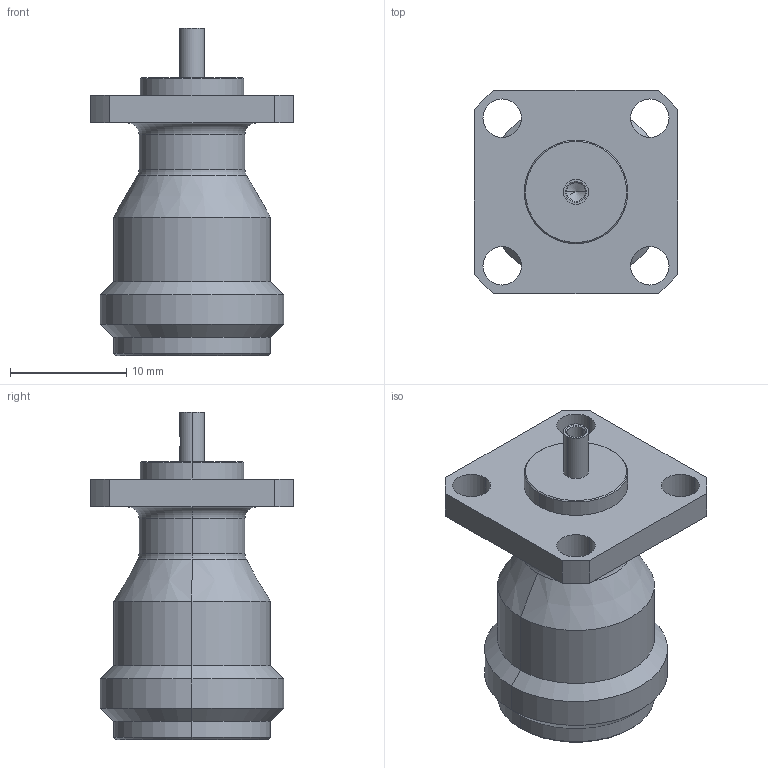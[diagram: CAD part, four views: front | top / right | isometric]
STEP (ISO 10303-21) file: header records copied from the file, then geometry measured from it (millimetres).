
FILE_DESCRIPTION (( 'STEP AP203' ), '1' );
FILE_NAME ('R161.410.027G.STEP', '2015-02-18T09:40:07', ( '' ), ( '' ), 'SwSTEP 2.0', 'SolidWorks 2014', '' );
FILE_SCHEMA (( 'CONFIG_CONTROL_DESIGN' ));
Length unit declared in the file: metre
Products named in the file (1): R161.410.027G
Bounding box: 17.5 x 17.5 x 28.12 mm (x, y, z)
Volume: 2815 mm3; surface area: 2094.6 mm2
Topology: 1 solids, 1 shells, 84 faces, 198 edges, 122 vertices
Faces by surface type: cylinder 36, plane 22, cone 20, torus 6
Entity records: 2561 total; most frequent: CARTESIAN_POINT 486, DIRECTION 448, ORIENTED_EDGE 392, EDGE_CURVE 196, AXIS2_PLACEMENT_3D 180, VERTEX_POINT 122, EDGE_LOOP 102, CIRCLE 95
